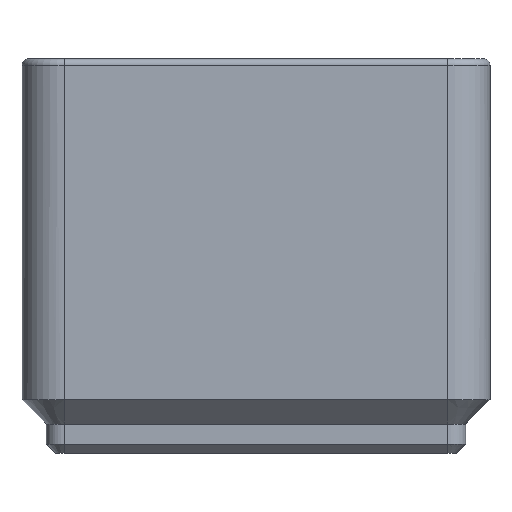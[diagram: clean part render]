
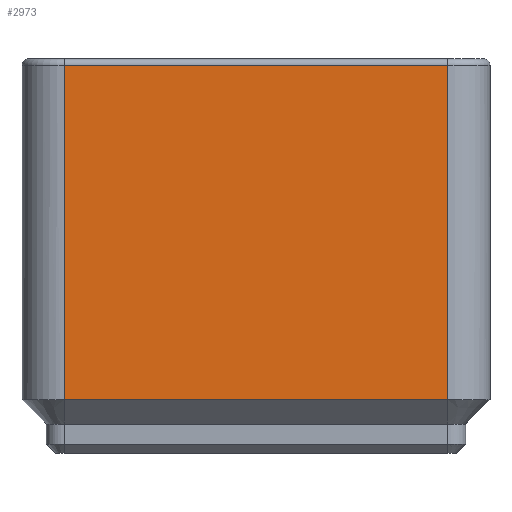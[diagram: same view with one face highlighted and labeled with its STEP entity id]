
A CAD part, left-side view. The second image highlights one B-rep face of the part: STEP entity #2973.
In plain terms, the highlighted planar face has unit normal (-1, 0, 0).
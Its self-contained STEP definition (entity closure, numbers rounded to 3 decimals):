
#472 = CYLINDRICAL_SURFACE('',#473,0.6);
#473 = AXIS2_PLACEMENT_3D('',#474,#475,#476);
#474 = CARTESIAN_POINT('',(0.85,4.,34.4));
#475 = DIRECTION('',(0.,-1.,0.));
#476 = DIRECTION('',(1.,0.,0.));
#1366 = VERTEX_POINT('',#1367);
#1367 = CARTESIAN_POINT('',(0.25,4.,34.4));
#1384 = CYLINDRICAL_SURFACE('',#1385,3.75);
#1385 = AXIS2_PLACEMENT_3D('',#1386,#1387,#1388);
#1386 = CARTESIAN_POINT('',(4.,4.,0.));
#1387 = DIRECTION('',(0.,0.,1.));
#1388 = DIRECTION('',(1.,0.,0.));
#1444 = EDGE_CURVE('',#1445,#1366,#1447,.T.);
#1445 = VERTEX_POINT('',#1446);
#1446 = CARTESIAN_POINT('',(0.25,38.,34.4));
#1447 = SURFACE_CURVE('',#1448,(#1452,#1459),.PCURVE_S1.);
#1448 = LINE('',#1449,#1450);
#1449 = CARTESIAN_POINT('',(0.25,4.,34.4));
#1450 = VECTOR('',#1451,1.);
#1451 = DIRECTION('',(0.,-1.,0.));
#1452 = PCURVE('',#472,#1453);
#1453 = DEFINITIONAL_REPRESENTATION('',(#1454),#1458);
#1454 = LINE('',#1455,#1456);
#1455 = CARTESIAN_POINT('',(3.142,0.));
#1456 = VECTOR('',#1457,1.);
#1457 = DIRECTION('',(0.,1.));
#1458 = ( GEOMETRIC_REPRESENTATION_CONTEXT(2) 
PARAMETRIC_REPRESENTATION_CONTEXT() REPRESENTATION_CONTEXT('2D SPACE',''
  ) );
#1459 = PCURVE('',#1460,#1465);
#1460 = PLANE('',#1461);
#1461 = AXIS2_PLACEMENT_3D('',#1462,#1463,#1464);
#1462 = CARTESIAN_POINT('',(0.25,21.,17.2));
#1463 = DIRECTION('',(-1.,0.,0.));
#1464 = DIRECTION('',(0.,0.,-1.));
#1465 = DEFINITIONAL_REPRESENTATION('',(#1466),#1470);
#1466 = LINE('',#1467,#1468);
#1467 = CARTESIAN_POINT('',(-17.2,17.));
#1468 = VECTOR('',#1469,1.);
#1469 = DIRECTION('',(0.,1.));
#1470 = ( GEOMETRIC_REPRESENTATION_CONTEXT(2) 
PARAMETRIC_REPRESENTATION_CONTEXT() REPRESENTATION_CONTEXT('2D SPACE',''
  ) );
#1571 = CYLINDRICAL_SURFACE('',#1572,3.75);
#1572 = AXIS2_PLACEMENT_3D('',#1573,#1574,#1575);
#1573 = CARTESIAN_POINT('',(4.,38.,0.));
#1574 = DIRECTION('',(0.,0.,1.));
#1575 = DIRECTION('',(1.,0.,0.));
#2844 = EDGE_CURVE('',#2845,#1366,#2847,.T.);
#2845 = VERTEX_POINT('',#2846);
#2846 = CARTESIAN_POINT('',(0.25,4.,4.75));
#2847 = SURFACE_CURVE('',#2848,(#2852,#2859),.PCURVE_S1.);
#2848 = LINE('',#2849,#2850);
#2849 = CARTESIAN_POINT('',(0.25,4.,0.));
#2850 = VECTOR('',#2851,1.);
#2851 = DIRECTION('',(0.,0.,1.));
#2852 = PCURVE('',#1384,#2853);
#2853 = DEFINITIONAL_REPRESENTATION('',(#2854),#2858);
#2854 = LINE('',#2855,#2856);
#2855 = CARTESIAN_POINT('',(3.142,0.));
#2856 = VECTOR('',#2857,1.);
#2857 = DIRECTION('',(0.,1.));
#2858 = ( GEOMETRIC_REPRESENTATION_CONTEXT(2) 
PARAMETRIC_REPRESENTATION_CONTEXT() REPRESENTATION_CONTEXT('2D SPACE',''
  ) );
#2859 = PCURVE('',#1460,#2860);
#2860 = DEFINITIONAL_REPRESENTATION('',(#2861),#2865);
#2861 = LINE('',#2862,#2863);
#2862 = CARTESIAN_POINT('',(17.2,17.));
#2863 = VECTOR('',#2864,1.);
#2864 = DIRECTION('',(-1.,0.));
#2865 = ( GEOMETRIC_REPRESENTATION_CONTEXT(2) 
PARAMETRIC_REPRESENTATION_CONTEXT() REPRESENTATION_CONTEXT('2D SPACE',''
  ) );
#2973 = ADVANCED_FACE('',(#2974),#1460,.T.);
#2974 = FACE_BOUND('',#2975,.T.);
#2975 = EDGE_LOOP('',(#2976,#2977,#3000,#3026));
#2976 = ORIENTED_EDGE('',*,*,#1444,.F.);
#2977 = ORIENTED_EDGE('',*,*,#2978,.F.);
#2978 = EDGE_CURVE('',#2979,#1445,#2981,.T.);
#2979 = VERTEX_POINT('',#2980);
#2980 = CARTESIAN_POINT('',(0.25,38.,4.75));
#2981 = SURFACE_CURVE('',#2982,(#2986,#2993),.PCURVE_S1.);
#2982 = LINE('',#2983,#2984);
#2983 = CARTESIAN_POINT('',(0.25,38.,0.));
#2984 = VECTOR('',#2985,1.);
#2985 = DIRECTION('',(0.,0.,1.));
#2986 = PCURVE('',#1460,#2987);
#2987 = DEFINITIONAL_REPRESENTATION('',(#2988),#2992);
#2988 = LINE('',#2989,#2990);
#2989 = CARTESIAN_POINT('',(17.2,-17.));
#2990 = VECTOR('',#2991,1.);
#2991 = DIRECTION('',(-1.,0.));
#2992 = ( GEOMETRIC_REPRESENTATION_CONTEXT(2) 
PARAMETRIC_REPRESENTATION_CONTEXT() REPRESENTATION_CONTEXT('2D SPACE',''
  ) );
#2993 = PCURVE('',#1571,#2994);
#2994 = DEFINITIONAL_REPRESENTATION('',(#2995),#2999);
#2995 = LINE('',#2996,#2997);
#2996 = CARTESIAN_POINT('',(3.142,0.));
#2997 = VECTOR('',#2998,1.);
#2998 = DIRECTION('',(0.,1.));
#2999 = ( GEOMETRIC_REPRESENTATION_CONTEXT(2) 
PARAMETRIC_REPRESENTATION_CONTEXT() REPRESENTATION_CONTEXT('2D SPACE',''
  ) );
#3000 = ORIENTED_EDGE('',*,*,#3001,.F.);
#3001 = EDGE_CURVE('',#2845,#2979,#3002,.T.);
#3002 = SURFACE_CURVE('',#3003,(#3007,#3014),.PCURVE_S1.);
#3003 = LINE('',#3004,#3005);
#3004 = CARTESIAN_POINT('',(0.25,12.5,4.75));
#3005 = VECTOR('',#3006,1.);
#3006 = DIRECTION('',(0.,1.,0.));
#3007 = PCURVE('',#1460,#3008);
#3008 = DEFINITIONAL_REPRESENTATION('',(#3009),#3013);
#3009 = LINE('',#3010,#3011);
#3010 = CARTESIAN_POINT('',(12.45,8.5));
#3011 = VECTOR('',#3012,1.);
#3012 = DIRECTION('',(0.,-1.));
#3013 = ( GEOMETRIC_REPRESENTATION_CONTEXT(2) 
PARAMETRIC_REPRESENTATION_CONTEXT() REPRESENTATION_CONTEXT('2D SPACE',''
  ) );
#3014 = PCURVE('',#3015,#3020);
#3015 = PLANE('',#3016);
#3016 = AXIS2_PLACEMENT_3D('',#3017,#3018,#3019);
#3017 = CARTESIAN_POINT('',(2.4,4.,2.6));
#3018 = DIRECTION('',(0.707,0.,0.707));
#3019 = DIRECTION('',(0.,-1.,0.));
#3020 = DEFINITIONAL_REPRESENTATION('',(#3021),#3025);
#3021 = LINE('',#3022,#3023);
#3022 = CARTESIAN_POINT('',(-8.5,-3.041));
#3023 = VECTOR('',#3024,1.);
#3024 = DIRECTION('',(-1.,0.));
#3025 = ( GEOMETRIC_REPRESENTATION_CONTEXT(2) 
PARAMETRIC_REPRESENTATION_CONTEXT() REPRESENTATION_CONTEXT('2D SPACE',''
  ) );
#3026 = ORIENTED_EDGE('',*,*,#2844,.T.);
